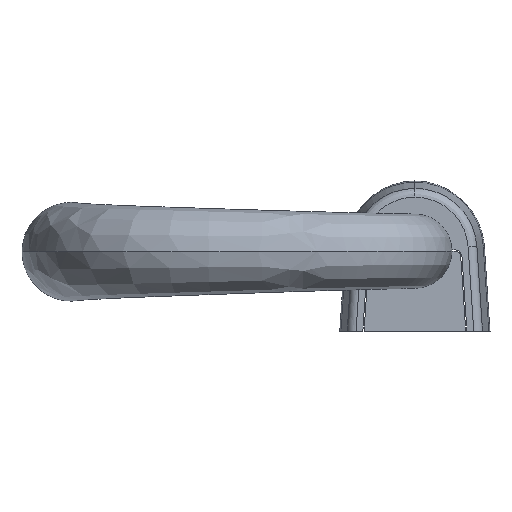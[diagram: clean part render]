
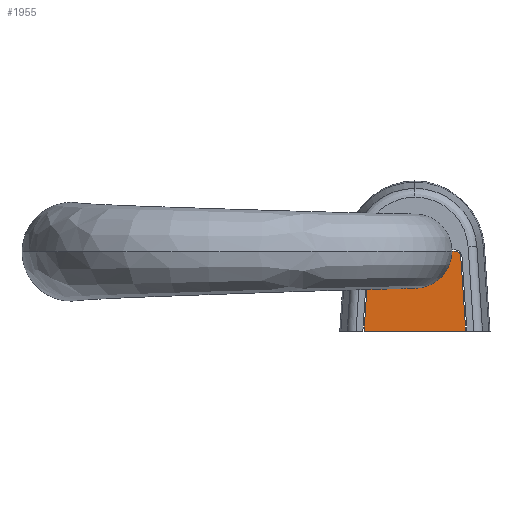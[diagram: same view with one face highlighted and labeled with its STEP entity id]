
A CAD part, left-side view. The second image highlights one B-rep face of the part: STEP entity #1955.
In plain terms, the highlighted planar face has unit normal (-1, 0, 0).
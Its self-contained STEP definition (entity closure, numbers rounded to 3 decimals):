
#118=CIRCLE('',#2164,1.6);
#125=CIRCLE('',#2180,0.45);
#126=CIRCLE('',#2182,0.45);
#127=CIRCLE('',#2188,2.9);
#128=CIRCLE('',#2189,2.9);
#248=FACE_OUTER_BOUND('',#359,.T.);
#359=EDGE_LOOP('',(#1507,#1508,#1509,#1510,#1511,#1512,#1513,#1514,#1515,
#1516,#1517,#1518,#1519,#1520));
#500=LINE('',#3098,#681);
#503=LINE('',#3109,#684);
#507=LINE('',#3172,#688);
#511=LINE('',#3179,#692);
#516=LINE('',#3192,#697);
#519=LINE('',#3202,#700);
#520=LINE('',#3204,#701);
#523=LINE('',#3210,#704);
#524=LINE('',#3213,#705);
#681=VECTOR('',#2465,10.);
#684=VECTOR('',#2470,10.);
#688=VECTOR('',#2480,10.);
#692=VECTOR('',#2484,10.);
#697=VECTOR('',#2497,10.);
#700=VECTOR('',#2510,10.);
#701=VECTOR('',#2513,10.);
#704=VECTOR('',#2518,10.);
#705=VECTOR('',#2521,10.);
#850=VERTEX_POINT('',#3056);
#851=VERTEX_POINT('',#3058);
#863=VERTEX_POINT('',#3096);
#866=VERTEX_POINT('',#3108);
#869=VERTEX_POINT('',#3169);
#870=VERTEX_POINT('',#3171);
#872=VERTEX_POINT('',#3176);
#873=VERTEX_POINT('',#3178);
#876=VERTEX_POINT('',#3188);
#877=VERTEX_POINT('',#3190);
#878=VERTEX_POINT('',#3194);
#879=VERTEX_POINT('',#3198);
#881=VERTEX_POINT('',#3208);
#882=VERTEX_POINT('',#3212);
#1066=EDGE_CURVE('',#851,#850,#118,.T.);
#1081=EDGE_CURVE('',#850,#863,#500,.T.);
#1085=EDGE_CURVE('',#866,#851,#503,.T.);
#1091=EDGE_CURVE('',#870,#869,#507,.T.);
#1095=EDGE_CURVE('',#873,#872,#511,.T.);
#1102=EDGE_CURVE('',#877,#876,#516,.T.);
#1103=EDGE_CURVE('',#878,#873,#125,.T.);
#1106=EDGE_CURVE('',#869,#879,#126,.T.);
#1107=EDGE_CURVE('',#877,#878,#519,.T.);
#1108=EDGE_CURVE('',#879,#876,#520,.T.);
#1111=EDGE_CURVE('',#881,#863,#523,.T.);
#1112=EDGE_CURVE('',#882,#866,#524,.T.);
#1114=EDGE_CURVE('',#870,#881,#127,.T.);
#1115=EDGE_CURVE('',#872,#882,#128,.T.);
#1507=ORIENTED_EDGE('',*,*,#1114,.F.);
#1508=ORIENTED_EDGE('',*,*,#1091,.T.);
#1509=ORIENTED_EDGE('',*,*,#1106,.T.);
#1510=ORIENTED_EDGE('',*,*,#1108,.T.);
#1511=ORIENTED_EDGE('',*,*,#1102,.F.);
#1512=ORIENTED_EDGE('',*,*,#1107,.T.);
#1513=ORIENTED_EDGE('',*,*,#1103,.T.);
#1514=ORIENTED_EDGE('',*,*,#1095,.T.);
#1515=ORIENTED_EDGE('',*,*,#1115,.T.);
#1516=ORIENTED_EDGE('',*,*,#1112,.T.);
#1517=ORIENTED_EDGE('',*,*,#1085,.T.);
#1518=ORIENTED_EDGE('',*,*,#1066,.T.);
#1519=ORIENTED_EDGE('',*,*,#1081,.T.);
#1520=ORIENTED_EDGE('',*,*,#1111,.F.);
#1890=PLANE('',#2187);
#1955=ADVANCED_FACE('',(#248),#1890,.T.);
#2164=AXIS2_PLACEMENT_3D('',#3059,#2441,#2442);
#2180=AXIS2_PLACEMENT_3D('',#3195,#2500,#2501);
#2182=AXIS2_PLACEMENT_3D('',#3200,#2506,#2507);
#2187=AXIS2_PLACEMENT_3D('',#3215,#2523,#2524);
#2188=AXIS2_PLACEMENT_3D('',#3216,#2525,#2526);
#2189=AXIS2_PLACEMENT_3D('',#3217,#2527,#2528);
#2441=DIRECTION('center_axis',(1.,0.,0.));
#2442=DIRECTION('ref_axis',(0.,0.,1.));
#2465=DIRECTION('',(0.,0.,-1.));
#2470=DIRECTION('',(0.,0.866,0.5));
#2480=DIRECTION('',(0.,1.,0.));
#2484=DIRECTION('',(0.,1.,0.));
#2497=DIRECTION('',(0.,1.,0.));
#2500=DIRECTION('center_axis',(-1.,0.,0.));
#2501=DIRECTION('ref_axis',(0.,0.,
1.));
#2506=DIRECTION('center_axis',(-1.,0.,0.));
#2507=DIRECTION('ref_axis',(0.,0.998,0.067));
#2510=DIRECTION('',(0.,0.067,0.998));
#2513=DIRECTION('',(0.,0.067,-0.998));
#2518=DIRECTION('',(0.,0.,1.));
#2521=DIRECTION('',(0.,0.866,0.5));
#2523=DIRECTION('center_axis',(-1.,0.,0.));
#2524=DIRECTION('ref_axis',(0.,1.,0.));
#2525=DIRECTION('center_axis',(-1.,0.,0.));
#2526=DIRECTION('ref_axis',(0.,1.,0.));
#2527=DIRECTION('center_axis',(1.,0.,0.));
#2528=DIRECTION('ref_axis',(0.,-0.866,-0.5));
#3056=CARTESIAN_POINT('',(-7.071,0.,4.985));
#3058=CARTESIAN_POINT('',(-7.071,-1.386,5.785));
#3059=CARTESIAN_POINT('Origin',(-7.071,0.,
6.585));
#3096=CARTESIAN_POINT('',(-7.071,0.,3.985));
#3098=CARTESIAN_POINT('',(-7.071,0.,4.985));
#3108=CARTESIAN_POINT('',(-7.071,-2.252,5.285));
#3109=CARTESIAN_POINT('',(-7.071,-2.512,5.135));
#3169=CARTESIAN_POINT('',(-7.071,3.264,6.535));
#3171=CARTESIAN_POINT('',(-7.071,2.899,6.535));
#3172=CARTESIAN_POINT('',(-7.071,2.899,6.535));
#3176=CARTESIAN_POINT('',(-7.071,-2.9,6.535));
#3178=CARTESIAN_POINT('',(-7.071,-3.264,6.535));
#3179=CARTESIAN_POINT('',(-7.071,-3.264,6.535));
#3188=CARTESIAN_POINT('',(-7.071,4.116,0.066));
#3190=CARTESIAN_POINT('',(-7.071,-4.116,0.066));
#3192=CARTESIAN_POINT('',(-7.071,-4.116,0.066));
#3194=CARTESIAN_POINT('',(-7.071,-3.713,6.115));
#3195=CARTESIAN_POINT('Origin',(-7.071,-3.264,6.085));
#3198=CARTESIAN_POINT('',(-7.071,3.713,6.115));
#3200=CARTESIAN_POINT('Origin',(-7.071,3.264,6.085));
#3202=CARTESIAN_POINT('',(-7.071,-4.116,0.066));
#3204=CARTESIAN_POINT('',(-7.071,3.713,6.115));
#3208=CARTESIAN_POINT('',(-7.071,0.,3.685));
#3210=CARTESIAN_POINT('',(-7.071,0.,3.685));
#3212=CARTESIAN_POINT('',(-7.071,-2.512,5.135));
#3213=CARTESIAN_POINT('',(-7.071,-2.512,5.135));
#3215=CARTESIAN_POINT('Origin',(-7.071,-4.863,11.017));
#3216=CARTESIAN_POINT('Origin',(-7.071,0.,
6.585));
#3217=CARTESIAN_POINT('Origin',(-7.071,0.,
6.585));
